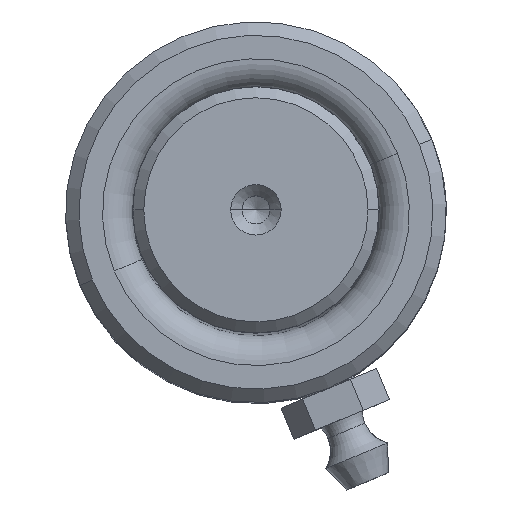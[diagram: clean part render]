
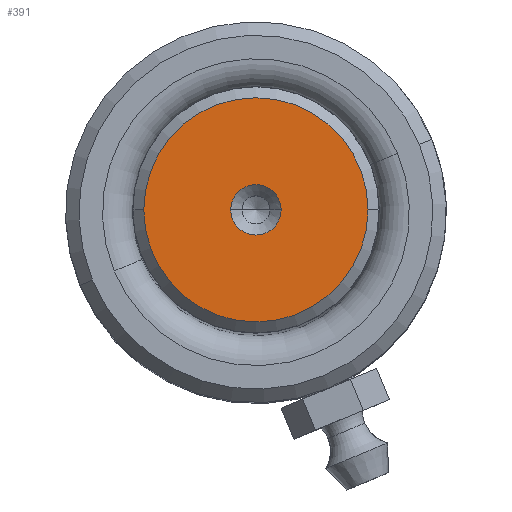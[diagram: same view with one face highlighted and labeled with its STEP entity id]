
A CAD part, top view. The second image highlights one B-rep face of the part: STEP entity #391.
In plain terms, the highlighted planar face has unit normal (0, 0, 1).
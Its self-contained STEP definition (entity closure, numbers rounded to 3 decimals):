
#2 = CARTESIAN_POINT ( 'NONE',  ( 0., 0., 180. ) ) ;
#127 = ORIENTED_EDGE ( 'NONE', *, *, #843, .F. ) ;
#391 = ADVANCED_FACE ( 'NONE', ( #7140, #4684 ), #5080, .T. ) ;
#497 = AXIS2_PLACEMENT_3D ( 'NONE', #2715, #4996, #6205 ) ;
#813 = CIRCLE ( 'NONE', #2308, 10.009 ) ;
#843 = EDGE_CURVE ( 'NONE', #4682, #1426, #7062, .T. ) ;
#1028 = CARTESIAN_POINT ( 'NONE',  ( 2.25, 0., 180. ) ) ;
#1067 = DIRECTION ( 'NONE',  ( 0., 0., 1. ) ) ;
#1384 = AXIS2_PLACEMENT_3D ( 'NONE', #3967, #1067, #7047 ) ;
#1426 = VERTEX_POINT ( 'NONE', #1028 ) ;
#1807 = VERTEX_POINT ( 'NONE', #2183 ) ;
#2183 = CARTESIAN_POINT ( 'NONE',  ( -10.009, 0., 180. ) ) ;
#2308 = AXIS2_PLACEMENT_3D ( 'NONE', #3621, #5372, #4202 ) ;
#2312 = CIRCLE ( 'NONE', #1384, 2.25 ) ;
#2695 = CARTESIAN_POINT ( 'NONE',  ( -2.25, 0., 180. ) ) ;
#2715 = CARTESIAN_POINT ( 'NONE',  ( 0., 0., 180. ) ) ;
#2987 = CARTESIAN_POINT ( 'NONE',  ( 0., 0., 180. ) ) ;
#3420 = CIRCLE ( 'NONE', #4581, 10.009 ) ;
#3571 = DIRECTION ( 'NONE',  ( 1., 0., 0. ) ) ;
#3621 = CARTESIAN_POINT ( 'NONE',  ( 0., 0., 180. ) ) ;
#3967 = CARTESIAN_POINT ( 'NONE',  ( 0., 0., 180. ) ) ;
#4111 = VERTEX_POINT ( 'NONE', #5713 ) ;
#4202 = DIRECTION ( 'NONE',  ( 1., 0., 0. ) ) ;
#4245 = AXIS2_PLACEMENT_3D ( 'NONE', #2, #6808, #6328 ) ;
#4581 = AXIS2_PLACEMENT_3D ( 'NONE', #2987, #6966, #3571 ) ;
#4682 = VERTEX_POINT ( 'NONE', #2695 ) ;
#4684 = FACE_OUTER_BOUND ( 'NONE', #6362, .T. ) ;
#4812 = ORIENTED_EDGE ( 'NONE', *, *, #5107, .T. ) ;
#4891 = EDGE_CURVE ( 'NONE', #1426, #4682, #2312, .T. ) ;
#4996 = DIRECTION ( 'NONE',  ( 0., 0., 1. ) ) ;
#5080 = PLANE ( 'NONE',  #497 ) ;
#5107 = EDGE_CURVE ( 'NONE', #4111, #1807, #813, .T. ) ;
#5139 = ORIENTED_EDGE ( 'NONE', *, *, #7234, .T. ) ;
#5263 = EDGE_LOOP ( 'NONE', ( #7219, #127 ) ) ;
#5372 = DIRECTION ( 'NONE',  ( 0., 0., 1. ) ) ;
#5713 = CARTESIAN_POINT ( 'NONE',  ( 10.009, 0., 180. ) ) ;
#6205 = DIRECTION ( 'NONE',  ( 1., 0., 0. ) ) ;
#6328 = DIRECTION ( 'NONE',  ( 1., 0., 0. ) ) ;
#6362 = EDGE_LOOP ( 'NONE', ( #5139, #4812 ) ) ;
#6808 = DIRECTION ( 'NONE',  ( 0., 0., 1. ) ) ;
#6966 = DIRECTION ( 'NONE',  ( 0., 0., 1. ) ) ;
#7047 = DIRECTION ( 'NONE',  ( 1., 0., 0. ) ) ;
#7062 = CIRCLE ( 'NONE', #4245, 2.25 ) ;
#7140 = FACE_BOUND ( 'NONE', #5263, .T. ) ;
#7219 = ORIENTED_EDGE ( 'NONE', *, *, #4891, .F. ) ;
#7234 = EDGE_CURVE ( 'NONE', #1807, #4111, #3420, .T. ) ;
